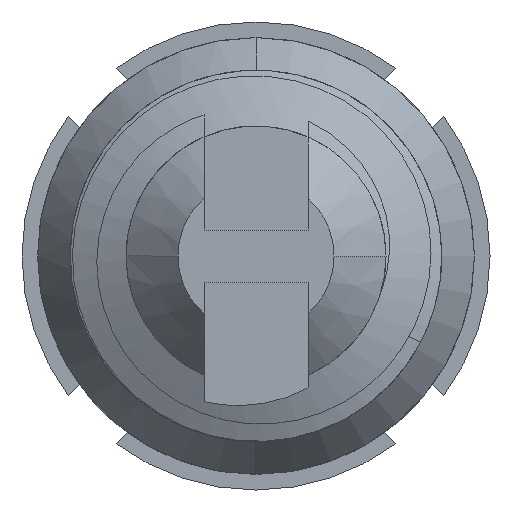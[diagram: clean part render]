
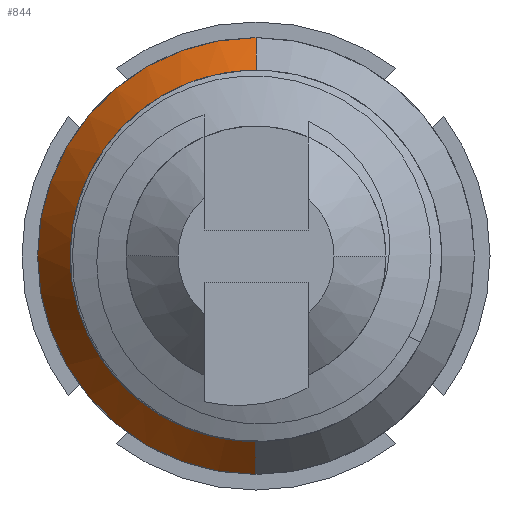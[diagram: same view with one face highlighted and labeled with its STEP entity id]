
A CAD part, front view. The second image highlights one B-rep face of the part: STEP entity #844.
In plain terms, the highlighted conical face has half-angle 33.024 degrees and reference radius 0.65 mm.
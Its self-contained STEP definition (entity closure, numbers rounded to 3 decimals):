
#721=CARTESIAN_POINT('POINT43',(0.,9.75,3.15));
#722=VERTEX_POINT('VERTEX43',#721);
#729=CARTESIAN_POINT('POINT44',(0.,9.75,
   -3.15));
#730=VERTEX_POINT('VERTEX44',#729);
#758=CARTESIAN_POINT('POS89',(0.,9.75,0.));
#759=DIRECTION('DIR127',(0.,1.,0.));
#760=DIRECTION('DIR128',(0.,0.,1.));
#761=AXIS2_PLACEMENT_3D('AXIS39',#758,#759,#760);
#762=CIRCLE('ELLIPSE20',#761,3.15);
#763=EDGE_CURVE('EDGE70',#722,#730,#762,.F.);
#773=CARTESIAN_POINT('POINT45',(0.,9.,
   -2.663));
#774=VERTEX_POINT('VERTEX45',#773);
#775=CARTESIAN_POINT('POS90',(0.,9.,
   -2.663));
#776=DIRECTION('DIR129',(0.,0.838,
   -0.545));
#777=VECTOR('VEC51',#776,1.);
#778=LINE('STRAIGHT51',#775,#777);
#779=EDGE_CURVE('EDGE71',#774,#730,#778,.T.);
#782=CARTESIAN_POINT('POINT46',(0.,9.,
   2.663));
#783=VERTEX_POINT('VERTEX46',#782);
#784=CARTESIAN_POINT('POS91',(0.,9.,2.663
   ));
#785=DIRECTION('DIR130',(0.,0.838,
   0.545));
#786=VECTOR('VEC52',#785,1.);
#787=LINE('STRAIGHT52',#784,#786);
#788=EDGE_CURVE('EDGE72',#783,#722,#787,.T.);
#799=CARTESIAN_POINT('POS93',(0.,5.904,0.));
#800=DIRECTION('DIR133',(0.,1.,0.));
#801=DIRECTION('DIR134',(0.,0.,1.));
#802=AXIS2_PLACEMENT_3D('AXIS41',#799,#800,#801);
#803=CONICAL_SURFACE('CONE_SURF6',#802,0.65,0.576);
#805=CARTESIAN_POINT('POINT47',(-1.401,9.,
   2.264));
#806=VERTEX_POINT('VERTEX47',#805);
#807=CARTESIAN_POINT('POS94',(0.,9.,0.));
#808=DIRECTION('DIR135',(0.,-1.,0.));
#809=DIRECTION('DIR136',(0.,0.,1.));
#810=AXIS2_PLACEMENT_3D('AXIS42',#807,#808,#809);
#811=CIRCLE('ELLIPSE22',#810,2.663);
#812=EDGE_CURVE('EDGE74',#783,#806,#811,.T.);
#813=ORIENTED_EDGE('COEDGE143',*,*,#812,.F.);
#814=ORIENTED_EDGE('COEDGE144',*,*,#788,.T.);
#815=ORIENTED_EDGE('COEDGE145',*,*,#763,.T.);
#816=ORIENTED_EDGE('COEDGE146',*,*,#779,.F.);
#817=CARTESIAN_POINT('POINT48',(-1.62,9.,
   2.113));
#818=VERTEX_POINT('VERTEX48',#817);
#819=CARTESIAN_POINT('POS95',(0.,9.,0.));
#820=DIRECTION('DIR137',(0.,-1.,0.));
#821=DIRECTION('DIR138',(0.,0.,1.));
#822=AXIS2_PLACEMENT_3D('AXIS43',#819,#820,#821);
#823=CIRCLE('ELLIPSE23',#822,2.663);
#824=EDGE_CURVE('EDGE75',#818,#774,#823,.T.);
#825=ORIENTED_EDGE('COEDGE147',*,*,#824,.F.);
#826=CARTESIAN_POINT('POINT49',(-1.864,
   9.026,1.924));
#827=VERTEX_POINT('VERTEX49',#826);
#828=CARTESIAN_POINT('POS96',(-0.104,
   9.001,-0.104));
#829=DIRECTION('DIR139',(0.068,0.997,
   0.047));
#830=DIRECTION('DIR140',(-0.656,0.009,
   0.755));
#831=AXIS2_PLACEMENT_3D('AXIS44',#828,#829,#830);
#832=CIRCLE('ELLIPSE24',#831,2.685);
#833=EDGE_CURVE('EDGE76',#827,#818,#832,.T.);
#834=ORIENTED_EDGE('COEDGE148',*,*,#833,.F.);
#835=CARTESIAN_POINT('POS97',(-0.059,
   9.009,-0.05));
#836=DIRECTION('DIR141',(-0.037,-0.999,
   -0.025));
#837=DIRECTION('DIR142',(-0.501,-0.004,
   0.865));
#838=AXIS2_PLACEMENT_3D('AXIS45',#835,#836,#837);
#839=CIRCLE('ELLIPSE25',#838,2.675);
#840=EDGE_CURVE('EDGE77',#806,#827,#839,.T.);
#841=ORIENTED_EDGE('COEDGE149',*,*,#840,.F.);
#842=EDGE_LOOP('NONE',(#813,#814,#815,#816,#825,#834,#841));
#843=FACE_BOUND('LOOP1',#842,.T.);
#844=ADVANCED_FACE('FACE29',(#843),#803,.T.);
